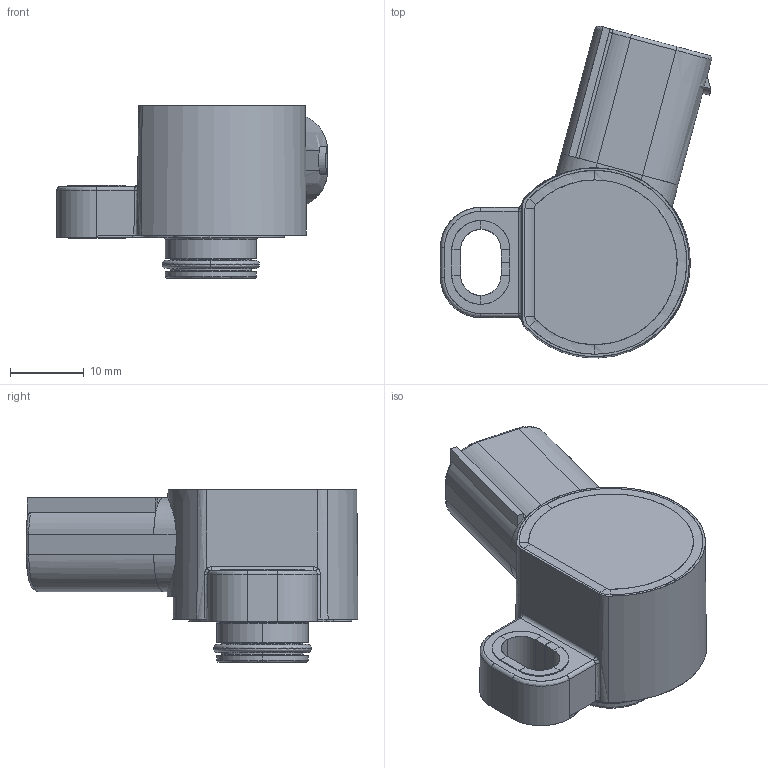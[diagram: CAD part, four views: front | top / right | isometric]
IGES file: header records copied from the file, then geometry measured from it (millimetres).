
Start section: SolidWorks IGES file using analytic representation for surfaces
Global section: file name: SP16_018402_tyco.IGS; native system: SolidWorks 2010; preprocessor: SolidWorks 2010; author: schweiker; date: 110114.135720; units: millimetre
Bounding box: 36.88 x 45.13 x 23.5 mm (x, y, z)
Surface area: 5886.5 mm2 (no closed solid volume)
Topology: 0 solids, 0 shells, 481 faces, 3836 edges, 3826 vertices
Faces by surface type: bspline 334, revolution 147
